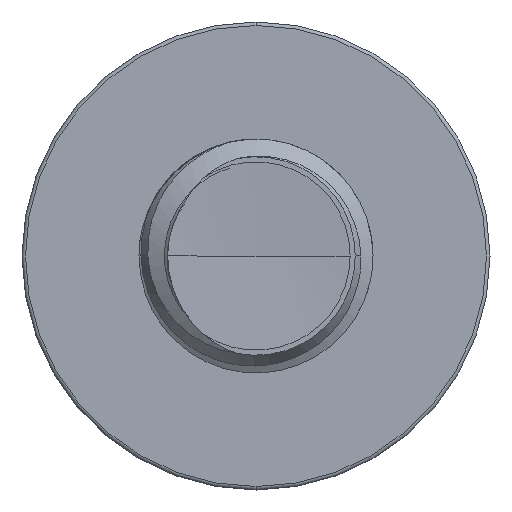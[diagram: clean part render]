
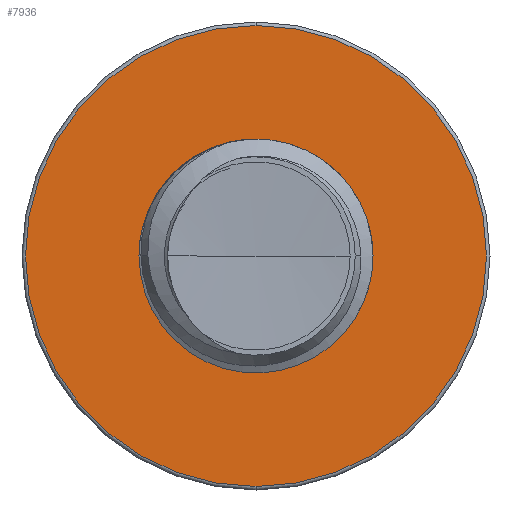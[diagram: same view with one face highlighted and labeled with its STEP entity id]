
A CAD part, front view. The second image highlights one B-rep face of the part: STEP entity #7936.
In plain terms, the highlighted planar face has unit normal (0, -1, 0).
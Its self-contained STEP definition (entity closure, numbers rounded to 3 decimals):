
#887 = DIRECTION ( 'NONE',  ( 0., 0., -1. ) ) ;
#938 = DIRECTION ( 'NONE',  ( 0., -1., 0. ) ) ;
#2435 = EDGE_LOOP ( 'NONE', ( #13925, #4252 ) ) ;
#2504 = VERTEX_POINT ( 'NONE', #12069 ) ;
#3187 = CARTESIAN_POINT ( 'NONE',  ( 0., 3., 0.969 ) ) ;
#3713 = CIRCLE ( 'NONE', #5596, 0.969 ) ;
#4252 = ORIENTED_EDGE ( 'NONE', *, *, #5671, .F. ) ;
#4768 = AXIS2_PLACEMENT_3D ( 'NONE', #15823, #8024, #17053 ) ;
#4857 = EDGE_CURVE ( 'NONE', #10629, #2504, #13637, .T. ) ;
#5577 = CARTESIAN_POINT ( 'NONE',  ( 0., 3., 1.97 ) ) ;
#5596 = AXIS2_PLACEMENT_3D ( 'NONE', #8948, #938, #10290 ) ;
#5671 = EDGE_CURVE ( 'NONE', #17000, #15087, #3713, .T. ) ;
#5899 = CARTESIAN_POINT ( 'NONE',  ( 0., 3., 0. ) ) ;
#6647 = FACE_OUTER_BOUND ( 'NONE', #8516, .T. ) ;
#7148 = DIRECTION ( 'NONE',  ( 0., 0., -1. ) ) ;
#7203 = DIRECTION ( 'NONE',  ( 0., 0., -1. ) ) ;
#7490 = ORIENTED_EDGE ( 'NONE', *, *, #12033, .T. ) ;
#7936 = ADVANCED_FACE ( 'NONE', ( #6647, #10185 ), #13780, .T. ) ;
#8024 = DIRECTION ( 'NONE',  ( 0., -1., 0. ) ) ;
#8516 = EDGE_LOOP ( 'NONE', ( #7490, #16468 ) ) ;
#8901 = DIRECTION ( 'NONE',  ( 0., -1., 0. ) ) ;
#8923 = EDGE_CURVE ( 'NONE', #15087, #17000, #13020, .T. ) ;
#8948 = CARTESIAN_POINT ( 'NONE',  ( 0., 3., 0. ) ) ;
#10185 = FACE_BOUND ( 'NONE', #2435, .T. ) ;
#10290 = DIRECTION ( 'NONE',  ( 0., 0., -1. ) ) ;
#10629 = VERTEX_POINT ( 'NONE', #5577 ) ;
#12033 = EDGE_CURVE ( 'NONE', #2504, #10629, #14994, .T. ) ;
#12069 = CARTESIAN_POINT ( 'NONE',  ( 0., 3., -1.97 ) ) ;
#13020 = CIRCLE ( 'NONE', #4768, 0.969 ) ;
#13637 = CIRCLE ( 'NONE', #15808, 1.97 ) ;
#13780 = PLANE ( 'NONE',  #15892 ) ;
#13925 = ORIENTED_EDGE ( 'NONE', *, *, #8923, .F. ) ;
#14994 = CIRCLE ( 'NONE', #16211, 1.97 ) ;
#15002 = DIRECTION ( 'NONE',  ( 0., -1., 0. ) ) ;
#15062 = DIRECTION ( 'NONE',  ( 0., -1., 0. ) ) ;
#15087 = VERTEX_POINT ( 'NONE', #15924 ) ;
#15278 = CARTESIAN_POINT ( 'NONE',  ( 0., 3., 0.969 ) ) ;
#15808 = AXIS2_PLACEMENT_3D ( 'NONE', #16614, #8901, #887 ) ;
#15823 = CARTESIAN_POINT ( 'NONE',  ( 0., 3., 0. ) ) ;
#15892 = AXIS2_PLACEMENT_3D ( 'NONE', #3187, #15062, #7203 ) ;
#15924 = CARTESIAN_POINT ( 'NONE',  ( 0., 3., -0.969 ) ) ;
#16211 = AXIS2_PLACEMENT_3D ( 'NONE', #5899, #15002, #7148 ) ;
#16468 = ORIENTED_EDGE ( 'NONE', *, *, #4857, .T. ) ;
#16614 = CARTESIAN_POINT ( 'NONE',  ( 0., 3., 0. ) ) ;
#17000 = VERTEX_POINT ( 'NONE', #15278 ) ;
#17053 = DIRECTION ( 'NONE',  ( 0., 0., -1. ) ) ;
